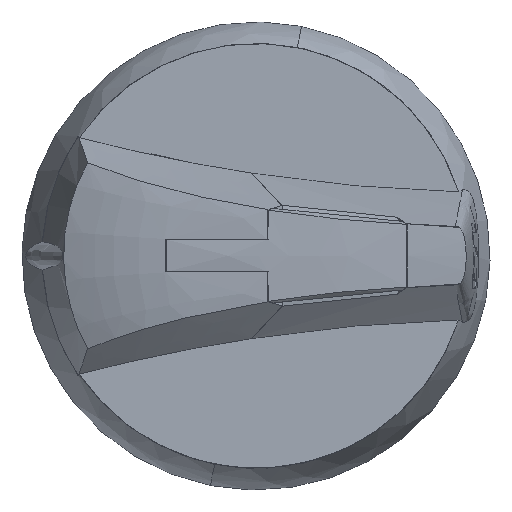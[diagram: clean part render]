
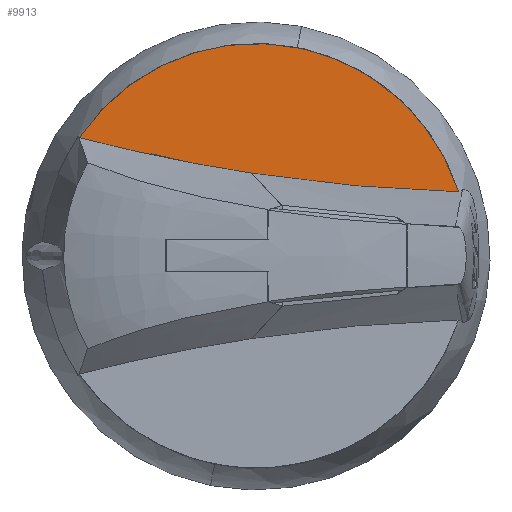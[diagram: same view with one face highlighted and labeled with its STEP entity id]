
A CAD part, top view. The second image highlights one B-rep face of the part: STEP entity #9913.
In plain terms, the highlighted planar face has unit normal (0, 0, 1).
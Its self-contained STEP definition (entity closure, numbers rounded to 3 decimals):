
#6161=CARTESIAN_POINT('',(0.,0.,
17.916));
#6162=DIRECTION('',(0.,0.,-1.));
#6163=DIRECTION('',(-0.831,0.556,0.));
#6164=AXIS2_PLACEMENT_3D('',#6161,#6162,#6163);
#6169=CARTESIAN_POINT('',(38.753,270.421,17.916));
#6170=DIRECTION('',(0.,0.,1.));
#6171=DIRECTION('',(-0.251,-0.968,0.));
#6172=AXIS2_PLACEMENT_3D('',#6169,#6170,#6171);
#6203=CARTESIAN_POINT('',(-0.686,12.567,
17.916));
#6208=CARTESIAN_POINT('',(-0.686,12.567,
17.916));
#6209=CARTESIAN_POINT('',(1.426,12.244,17.916));
#6210=CARTESIAN_POINT('',(5.645,11.652,17.917));
#6211=CARTESIAN_POINT('',(11.962,10.924,17.916));
#6212=CARTESIAN_POINT('',(18.26,10.355,17.916));
#6213=CARTESIAN_POINT('',(24.538,9.945,17.916));
#6214=CARTESIAN_POINT('',(28.702,9.779,17.916));
#6215=CARTESIAN_POINT('',(30.78,9.723,17.916));
#9791=VERTEX_POINT('',#6203);
#9825=CARTESIAN_POINT('',(-26.829,17.948,17.916));
#9826=CARTESIAN_POINT('',(30.78,9.723,17.916));
#9827=VERTEX_POINT('',#9825);
#9828=VERTEX_POINT('',#9826);
#9902=CARTESIAN_POINT('',(2.597,-2.204,17.916));
#9903=DIRECTION('',(0.,0.,-1.));
#9904=DIRECTION('',(0.,-1.,0.));
#9905=AXIS2_PLACEMENT_3D('',#9902,#9903,#9904);
#9906=PLANE('',#9905);
#9907=ORIENTED_EDGE('',*,*,#9875,.T.);
#9909=ORIENTED_EDGE('',*,*,#9908,.F.);
#9910=ORIENTED_EDGE('',*,*,#9852,.F.);
#9911=EDGE_LOOP('',(#9907,#9909,#9910));
#9912=FACE_OUTER_BOUND('',#9911,.F.);
#6165=CIRCLE('',#6164,32.279);
#6173=CIRCLE('',#6172,260.852);
#6216=B_SPLINE_CURVE_WITH_KNOTS('',3,(#6208,#6209,#6210,#6211,#6212,#6213,#6214,
#6215),.UNSPECIFIED.,.F.,.F.,(4,1,1,1,1,4),(0.,0.2,0.4,0.6,0.8,1.),
.UNSPECIFIED.);
#9852=EDGE_CURVE('',#9827,#9791,#6173,.T.);
#9875=EDGE_CURVE('',#9827,#9828,#6165,.T.);
#9908=EDGE_CURVE('',#9791,#9828,#6216,.T.);
#9913=ADVANCED_FACE('',(#9912),#9906,.F.);
